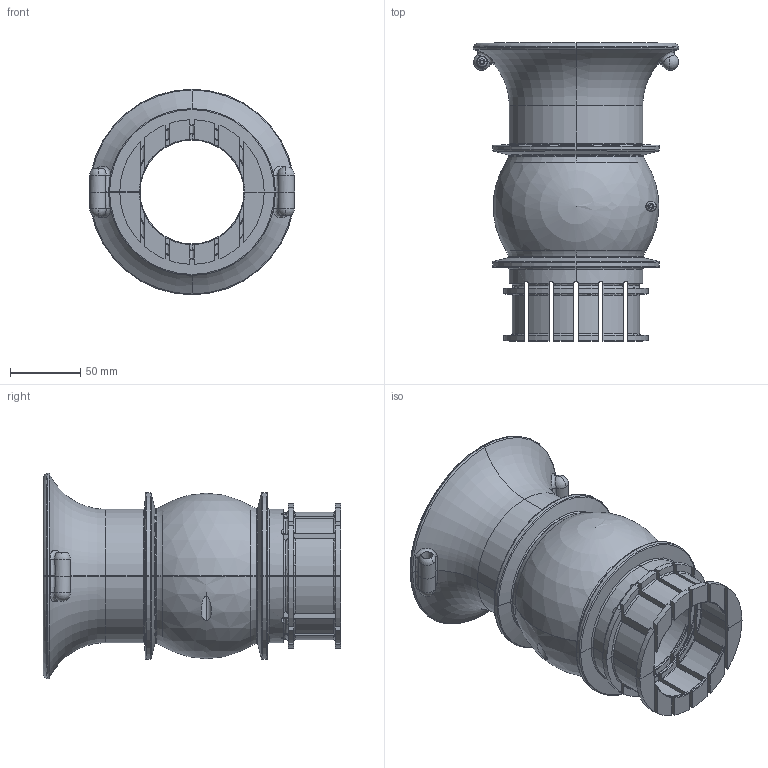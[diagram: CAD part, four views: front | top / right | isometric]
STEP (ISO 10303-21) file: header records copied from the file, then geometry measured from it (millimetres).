
FILE_DESCRIPTION (( 'STEP AP214' ), '1' );
FILE_NAME ('P8208.STEP', '2021-08-18T10:45:10', ( '' ), ( '' ), 'SwSTEP 2.0', 'SolidWorks 2019', '' );
FILE_SCHEMA (( 'AUTOMOTIVE_DESIGN' ));
Length unit declared in the file: millimetre
Products named in the file (1): P8208
Bounding box: 146.63 x 212.39 x 146.63 mm (x, y, z)
Volume: 530912 mm3; surface area: 199778.9 mm2
Topology: 6 solids, 6 shells, 1020 faces, 2870 edges, 1868 vertices
Faces by surface type: cylinder 350, torus 344, cone 150, plane 114, bspline 44, sphere 18
Entity records: 60343 total; most frequent: CARTESIAN_POINT 23417, ORIENTED_EDGE 5684, DIRECTION 5394, EDGE_CURVE 2842, AXIS2_PLACEMENT_3D 2313, VERTEX_POINT 1860, CIRCLE 1336, EDGE_LOOP 1054
